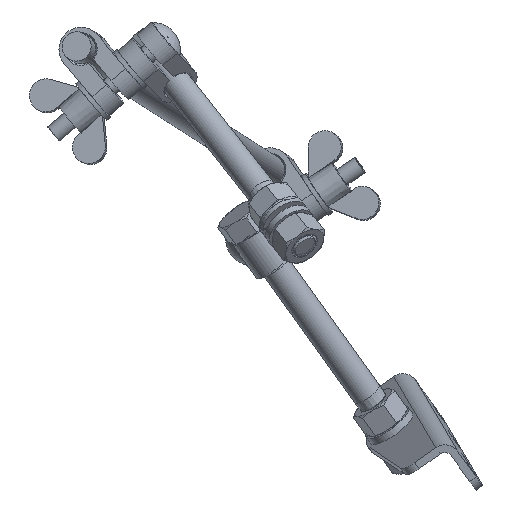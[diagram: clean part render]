
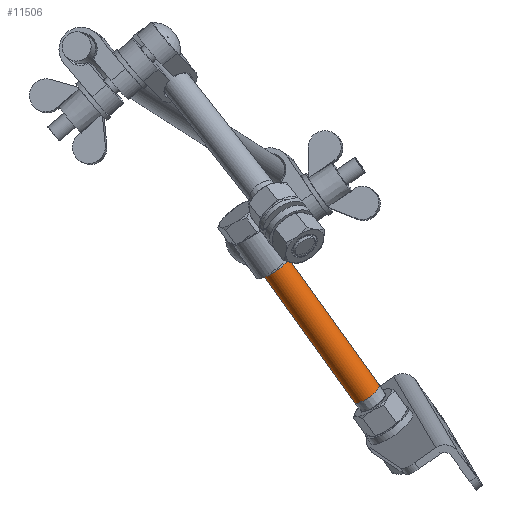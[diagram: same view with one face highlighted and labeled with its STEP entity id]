
A CAD part, top view. The second image highlights one B-rep face of the part: STEP entity #11506.
In plain terms, the highlighted cylindrical face has radius 6.54 mm (diameter 13.081 mm), a full revolution.
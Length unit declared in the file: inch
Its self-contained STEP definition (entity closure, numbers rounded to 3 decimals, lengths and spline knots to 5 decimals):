
#11455=CARTESIAN_POINT('',(0.03,0.2575,0.));
#11456=VERTEX_POINT('',#11455);
#11457=CARTESIAN_POINT('',(0.03,0.,0.0));
#11458=DIRECTION('',(-1.0,0.0,0.0));
#11459=DIRECTION('',(0.0,-1.0,0.0));
#11460=AXIS2_PLACEMENT_3D('',#11457,#11458,#11459);
#11461=CIRCLE('',#11460,0.2575);
#11462=EDGE_CURVE('',#11456,#11456,#11461,.T.);
#11487=CARTESIAN_POINT('',(1.77884,0.,0.0));
#11488=DIRECTION('',(1.0,0.,0.0));
#11489=DIRECTION('',(0.0,1.0,0.0));
#11490=AXIS2_PLACEMENT_3D('',#11487,#11488,#11489);
#11491=CYLINDRICAL_SURFACE('',#11490,0.2575);
#11492=CARTESIAN_POINT('',(3.55769,0.2575,0.0));
#11493=VERTEX_POINT('',#11492);
#11494=CARTESIAN_POINT('',(3.55769,0.,0.0));
#11495=DIRECTION('',(1.0,0.0,0.0));
#11496=DIRECTION('',(0.0,1.0,0.0));
#11497=AXIS2_PLACEMENT_3D('',#11494,#11495,#11496);
#11498=CIRCLE('',#11497,0.2575);
#11499=EDGE_CURVE('',#11493,#11493,#11498,.T.);
#11500=ORIENTED_EDGE('',*,*,#11499,.F.);
#11501=EDGE_LOOP('',(#11500));
#11502=FACE_OUTER_BOUND('',#11501,.T.);
#11503=ORIENTED_EDGE('',*,*,#11462,.F.);
#11504=EDGE_LOOP('',(#11503));
#11505=FACE_BOUND('',#11504,.T.);
#11506=ADVANCED_FACE('',(#11502,#11505),#11491,.T.);
